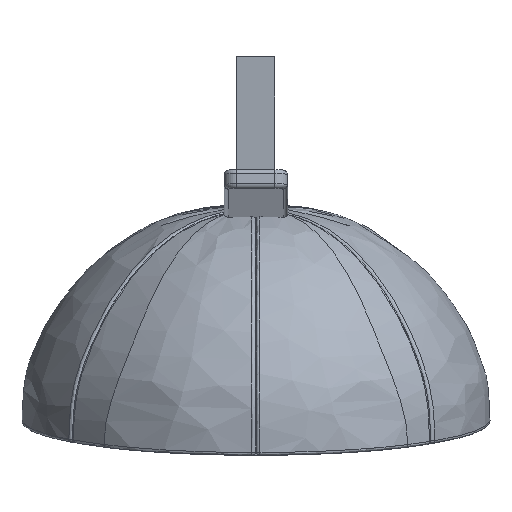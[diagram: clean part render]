
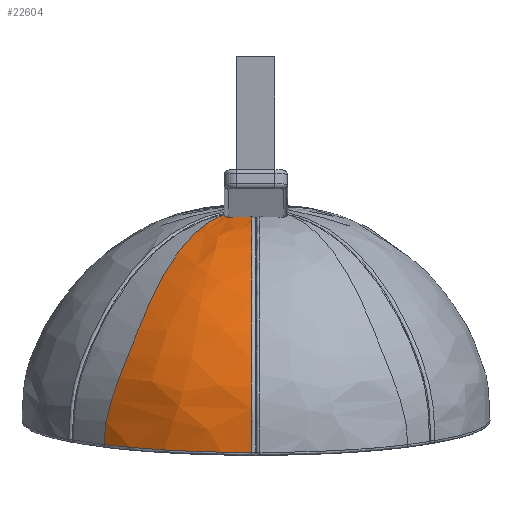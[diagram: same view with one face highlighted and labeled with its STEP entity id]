
A CAD part, front view. The second image highlights one B-rep face of the part: STEP entity #22604.
In plain terms, the highlighted free-form (B-spline) face has degree [3, 3] with [5, 9] control points.
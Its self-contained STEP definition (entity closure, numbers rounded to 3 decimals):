
#3368=CARTESIAN_POINT('',(-2.15,-7.588,14.724));
#3369=CARTESIAN_POINT('',(-2.,-7.627,
14.727));
#3370=CARTESIAN_POINT('',(-1.698,-7.697,
14.733));
#3371=CARTESIAN_POINT('',(-1.241,-7.775,
14.74));
#3372=CARTESIAN_POINT('',(-0.782,-7.828,
14.745));
#3373=CARTESIAN_POINT('',(-0.475,-7.848,
14.746));
#3374=CARTESIAN_POINT('',(-0.321,-7.853,
14.747));
#3379=CARTESIAN_POINT('',(-0.322,-19.859,
-3.862));
#3380=CARTESIAN_POINT('',(-0.322,-19.935,
-3.285));
#3381=CARTESIAN_POINT('',(-0.322,-20.085,
-2.194));
#3382=CARTESIAN_POINT('',(-0.323,-20.172,
-0.403));
#3383=CARTESIAN_POINT('',(-0.322,-20.014,
1.072));
#3384=CARTESIAN_POINT('',(-0.322,-19.672,
2.51));
#3385=CARTESIAN_POINT('',(-0.321,-19.231,
3.801));
#3386=CARTESIAN_POINT('',(-0.323,-18.637,
5.223));
#3387=CARTESIAN_POINT('',(-0.322,-17.823,
6.803));
#3388=CARTESIAN_POINT('',(-0.323,-16.752,
8.497));
#3389=CARTESIAN_POINT('',(-0.323,-15.308,
10.278));
#3390=CARTESIAN_POINT('',(-0.323,-13.884,
11.632));
#3391=CARTESIAN_POINT('',(-0.322,-12.51,
12.674));
#3392=CARTESIAN_POINT('',(-0.323,-11.209,
13.458));
#3393=CARTESIAN_POINT('',(-0.322,-9.993,
14.039));
#3394=CARTESIAN_POINT('',(-0.321,-8.872,
14.461));
#3395=CARTESIAN_POINT('',(-0.321,-8.179,
14.663));
#3396=CARTESIAN_POINT('',(-0.321,-7.853,
14.747));
#3401=CARTESIAN_POINT('',(-11.998,-15.096,
-3.234));
#3402=CARTESIAN_POINT('',(-11.713,-15.366,
-3.27));
#3403=CARTESIAN_POINT('',(-11.064,-15.945,
-3.346));
#3404=CARTESIAN_POINT('',(-9.802,-16.892,
-3.471));
#3405=CARTESIAN_POINT('',(-8.339,-17.781,
-3.588));
#3406=CARTESIAN_POINT('',(-6.759,-18.536,
-3.688));
#3407=CARTESIAN_POINT('',(-5.184,-19.102,
-3.763));
#3408=CARTESIAN_POINT('',(-3.743,-19.481,
-3.813));
#3409=CARTESIAN_POINT('',(-2.164,-19.757,
-3.849));
#3410=CARTESIAN_POINT('',(-0.957,-19.847,
-3.861));
#3411=CARTESIAN_POINT('',(-0.322,-19.859,
-3.862));
#3416=CARTESIAN_POINT('',(-2.499,-6.473,
14.953));
#3417=CARTESIAN_POINT('',(-2.498,-6.533,
14.94));
#3418=CARTESIAN_POINT('',(-2.493,-6.648,
14.916));
#3419=CARTESIAN_POINT('',(-2.479,-6.802,
14.884));
#3420=CARTESIAN_POINT('',(-2.461,-6.939,
14.854));
#3421=CARTESIAN_POINT('',(-2.438,-7.063,
14.828));
#3422=CARTESIAN_POINT('',(-2.411,-7.173,
14.804));
#3423=CARTESIAN_POINT('',(-2.381,-7.271,
14.783));
#3424=CARTESIAN_POINT('',(-2.347,-7.36,
14.764));
#3425=CARTESIAN_POINT('',(-2.308,-7.439,
14.747));
#3426=CARTESIAN_POINT('',(-2.263,-7.507,
14.734));
#3427=CARTESIAN_POINT('',(-2.211,-7.561,
14.725));
#3428=CARTESIAN_POINT('',(-2.171,-7.582,
14.723));
#3429=CARTESIAN_POINT('',(-2.15,-7.588,14.724));
#3953=CARTESIAN_POINT('',(-11.998,-15.096,
-3.234));
#3954=CARTESIAN_POINT('',(-11.951,-15.468,
-0.664));
#3955=CARTESIAN_POINT('',(-10.214,-17.137,
3.114));
#3956=CARTESIAN_POINT('',(-6.457,-11.987,
13.456));
#3957=CARTESIAN_POINT('',(-2.499,-6.473,
14.953));
#3965=CARTESIAN_POINT('',(-11.998,-15.096,
-3.234));
#17214=VERTEX_POINT('',#3965);
#17258=VERTEX_POINT('',#3411);
#17677=VERTEX_POINT('',#3368);
#17678=VERTEX_POINT('',#3374);
#17682=VERTEX_POINT('',#3416);
#22548=CARTESIAN_POINT('',(-12.217,-14.854,
-3.449));
#22549=CARTESIAN_POINT('',(-11.268,-15.783,
-3.571));
#22550=CARTESIAN_POINT('',(-9.313,-17.29,
-3.769));
#22551=CARTESIAN_POINT('',(-5.222,-19.282,
-4.032));
#22552=CARTESIAN_POINT('',(0.,-20.195,
-4.152));
#22553=CARTESIAN_POINT('',(5.222,-19.282,
-4.032));
#22554=CARTESIAN_POINT('',(9.314,-17.29,
-3.769));
#22555=CARTESIAN_POINT('',(11.269,-15.782,
-3.571));
#22556=CARTESIAN_POINT('',(12.218,-14.853,
-3.448));
#22557=CARTESIAN_POINT('',(-12.208,-15.219,
-0.74));
#22558=CARTESIAN_POINT('',(-11.292,-16.115,
-0.863));
#22559=CARTESIAN_POINT('',(-9.387,-17.595,
-1.075));
#22560=CARTESIAN_POINT('',(-5.315,-19.605,
-1.375));
#22561=CARTESIAN_POINT('',(0.,-20.559,
-1.523));
#22562=CARTESIAN_POINT('',(5.315,-19.605,
-1.375));
#22563=CARTESIAN_POINT('',(9.388,-17.594,
-1.075));
#22564=CARTESIAN_POINT('',(11.293,-16.114,
-0.863));
#22565=CARTESIAN_POINT('',(12.21,-15.217,
-0.74));
#22566=CARTESIAN_POINT('',(-10.466,-17.046,
3.016));
#22567=CARTESIAN_POINT('',(-9.539,-17.823,
2.917));
#22568=CARTESIAN_POINT('',(-7.71,-19.016,
2.77));
#22569=CARTESIAN_POINT('',(-4.168,-20.464,
2.6));
#22570=CARTESIAN_POINT('',(-0.002,-21.05,
2.536));
#22571=CARTESIAN_POINT('',(4.166,-20.465,
2.6));
#22572=CARTESIAN_POINT('',(7.709,-19.016,
2.77));
#22573=CARTESIAN_POINT('',(9.54,-17.822,
2.917));
#22574=CARTESIAN_POINT('',(10.468,-17.044,
3.016));
#22575=CARTESIAN_POINT('',(-6.524,-11.818,
13.598));
#22576=CARTESIAN_POINT('',(-6.025,-12.282,
13.537));
#22577=CARTESIAN_POINT('',(-5.,-13.051,
13.437));
#22578=CARTESIAN_POINT('',(-2.819,-14.101,
13.3));
#22579=CARTESIAN_POINT('',(0.004,-14.607,
13.235));
#22580=CARTESIAN_POINT('',(2.825,-14.1,
13.3));
#22581=CARTESIAN_POINT('',(5.003,-13.049,
13.437));
#22582=CARTESIAN_POINT('',(6.026,-12.282,
13.537));
#22583=CARTESIAN_POINT('',(6.525,-11.818,
13.598));
#22584=CARTESIAN_POINT('',(-2.396,-6.248,
15.007));
#22585=CARTESIAN_POINT('',(-2.262,-6.414,
14.985));
#22586=CARTESIAN_POINT('',(-1.96,-6.728,
14.944));
#22587=CARTESIAN_POINT('',(-1.198,-7.245,
14.876));
#22588=CARTESIAN_POINT('',(0.001,-7.56,
14.834));
#22589=CARTESIAN_POINT('',(1.199,-7.245,
14.876));
#22590=CARTESIAN_POINT('',(1.961,-6.727,
14.944));
#22591=CARTESIAN_POINT('',(2.262,-6.414,
14.985));
#22592=CARTESIAN_POINT('',(2.396,-6.248,
15.007));
#22593=B_SPLINE_SURFACE_WITH_KNOTS('',3,3,((#22548,#22549,#22550,#22551,#22552,
#22553,#22554,#22555,#22556),(#22557,#22558,#22559,#22560,#22561,#22562,#22563,
#22564,#22565),(#22566,#22567,#22568,#22569,#22570,#22571,#22572,#22573,#22574),
(#22575,#22576,#22577,#22578,#22579,#22580,#22581,#22582,#22583),(#22584,#22585,
#22586,#22587,#22588,#22589,#22590,#22591,#22592)),.UNSPECIFIED.,.F.,.F.,.F.,(4,
1,4),(4,1,1,1,1,1,4),(0.,0.435,0.964),(
0.747,0.781,0.812,0.875,
0.937,0.969,1.003),.UNSPECIFIED.);
#22594=ORIENTED_EDGE('',*,*,#20265,.T.);
#22596=ORIENTED_EDGE('',*,*,#22595,.F.);
#22598=ORIENTED_EDGE('',*,*,#22597,.F.);
#22600=ORIENTED_EDGE('',*,*,#22599,.T.);
#22601=ORIENTED_EDGE('',*,*,#20536,.T.);
#22602=EDGE_LOOP('',(#22594,#22596,#22598,#22600,#22601));
#22603=FACE_OUTER_BOUND('',#22602,.F.);
#3375=B_SPLINE_CURVE_WITH_KNOTS('',3,(#3368,#3369,#3370,#3371,#3372,#3373,
#3374),.UNSPECIFIED.,.F.,.F.,(4,1,1,1,4),(0.,0.25,0.5,0.75,1.),
.UNSPECIFIED.);
#3397=B_SPLINE_CURVE_WITH_KNOTS('',3,(#3379,#3380,#3381,#3382,#3383,#3384,#3385,
#3386,#3387,#3388,#3389,#3390,#3391,#3392,#3393,#3394,#3395,#3396),
.UNSPECIFIED.,.F.,.F.,(4,1,1,1,1,1,1,1,1,1,1,1,1,1,1,4),(0.,0.067,
0.133,0.2,0.267,0.333,0.4,
0.467,0.533,0.6,0.667,0.733,
0.8,0.867,0.933,1.),.UNSPECIFIED.);
#3412=B_SPLINE_CURVE_WITH_KNOTS('',3,(#3401,#3402,#3403,#3404,#3405,#3406,#3407,
#3408,#3409,#3410,#3411),.UNSPECIFIED.,.F.,.F.,(4,1,1,1,1,1,1,1,4),(0.,
0.125,0.25,0.375,0.5,0.625,0.75,0.875,1.),.UNSPECIFIED.);
#3430=B_SPLINE_CURVE_WITH_KNOTS('',3,(#3416,#3417,#3418,#3419,#3420,#3421,#3422,
#3423,#3424,#3425,#3426,#3427,#3428,#3429),.UNSPECIFIED.,.F.,.F.,(4,1,1,1,1,1,1,
1,1,1,1,4),(0.,0.091,0.182,0.273,
0.364,0.455,0.545,0.636,
0.727,0.818,0.909,1.),.UNSPECIFIED.);
#3958=B_SPLINE_CURVE_WITH_KNOTS('',3,(#3953,#3954,#3955,#3956,#3957),
.UNSPECIFIED.,.F.,.F.,(4,1,4),(0.,0.446,1.),.UNSPECIFIED.);
#20265=EDGE_CURVE('',#17677,#17678,#3375,.T.);
#20536=EDGE_CURVE('',#17682,#17677,#3430,.T.);
#22595=EDGE_CURVE('',#17258,#17678,#3397,.T.);
#22597=EDGE_CURVE('',#17214,#17258,#3412,.T.);
#22599=EDGE_CURVE('',#17214,#17682,#3958,.T.);
#22604=ADVANCED_FACE('',(#22603),#22593,.F.);
